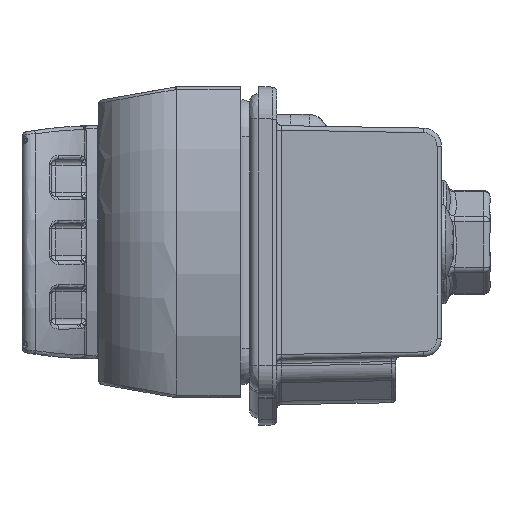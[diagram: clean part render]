
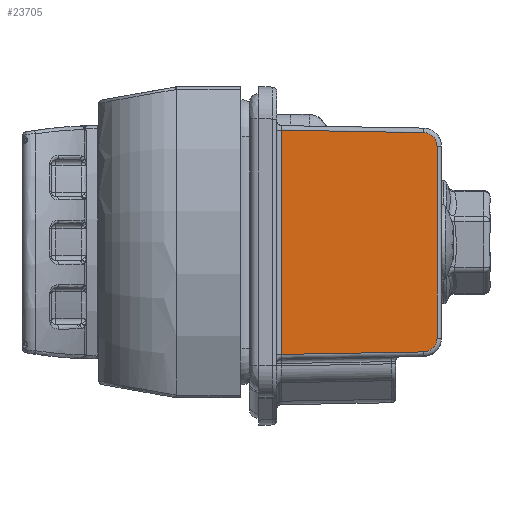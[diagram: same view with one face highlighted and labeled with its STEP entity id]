
A CAD part, left-side view. The second image highlights one B-rep face of the part: STEP entity #23705.
In plain terms, the highlighted face is planar.
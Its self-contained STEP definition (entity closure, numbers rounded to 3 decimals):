
#23705 = ADVANCED_FACE ( 'NONE', ( #43251 ), #68338, .T. ) ;
#30470 = EDGE_CURVE ( 'NONE', #32001, #32003, #37001, .T. ) ;
#30471 = EDGE_CURVE ( 'NONE', #32005, #32007, #36993, .T. ) ;
#30472 = EDGE_CURVE ( 'NONE', #32007, #31997, #89605, .T. ) ;
#30473 = EDGE_CURVE ( 'NONE', #31999, #32001, #36987, .T. ) ;
#30474 = EDGE_CURVE ( 'NONE', #31997, #31999, #37014, .T. ) ;
#30475 = EDGE_CURVE ( 'NONE', #32003, #32005, #89606, .T. ) ;
#31997 = VERTEX_POINT ( 'NONE', #57553 ) ;
#31999 = VERTEX_POINT ( 'NONE', #57554 ) ;
#32001 = VERTEX_POINT ( 'NONE', #57555 ) ;
#32003 = VERTEX_POINT ( 'NONE', #57556 ) ;
#32005 = VERTEX_POINT ( 'NONE', #57557 ) ;
#32007 = VERTEX_POINT ( 'NONE', #57558 ) ;
#33133 = ORIENTED_EDGE ( 'NONE', *, *, #30474, .T. ) ;
#33134 = ORIENTED_EDGE ( 'NONE', *, *, #30473, .T. ) ;
#33135 = ORIENTED_EDGE ( 'NONE', *, *, #30470, .T. ) ;
#33136 = ORIENTED_EDGE ( 'NONE', *, *, #30475, .T. ) ;
#33137 = ORIENTED_EDGE ( 'NONE', *, *, #30471, .T. ) ;
#33138 = ORIENTED_EDGE ( 'NONE', *, *, #30472, .T. ) ;
#33370 = EDGE_LOOP ( 'NONE', ( #33133, #33134, #33135, #33136, #33137, #33138 ) ) ;
#36987 = LINE ( 'NONE', #41699, #37012 ) ;
#36993 = LINE ( 'NONE', #41640, #37006 ) ;
#37001 = LINE ( 'NONE', #41667, #37004 ) ;
#37004 = VECTOR ( 'NONE', #41670, 1000. ) ;
#37006 = VECTOR ( 'NONE', #41678, 1000. ) ;
#37012 = VECTOR ( 'NONE', #41702, 1000. ) ;
#37014 = LINE ( 'NONE', #41707, #37016 ) ;
#37016 = VECTOR ( 'NONE', #41708, 1000. ) ;
#41640 = CARTESIAN_POINT ( 'NONE',  ( -27.194, 19.509, -15. ) ) ;
#41666 = CARTESIAN_POINT ( 'NONE',  ( -27.194, 19.509, -10.486 ) ) ;
#41667 = CARTESIAN_POINT ( 'NONE',  ( -27.22, 18.026, 11.985 ) ) ;
#41670 = DIRECTION ( 'NONE',  ( 0.017, 1., -0.017 ) ) ;
#41673 = CARTESIAN_POINT ( 'NONE',  ( -27.22, 18.035, 11.985 ) ) ;
#41678 = DIRECTION ( 'NONE',  ( 0., 0., -1. ) ) ;
#41684 = CARTESIAN_POINT ( 'NONE',  ( -27.194, 19.509, -11.352 ) ) ;
#41687 = CARTESIAN_POINT ( 'NONE',  ( -27.205, 18.901, -11.97 ) ) ;
#41690 = CARTESIAN_POINT ( 'NONE',  ( -27.22, 18.035, -11.985 ) ) ;
#41699 = CARTESIAN_POINT ( 'NONE',  ( -27.491, 2.491, -15. ) ) ;
#41702 = DIRECTION ( 'NONE',  ( 0., 0., 1. ) ) ;
#41707 = CARTESIAN_POINT ( 'NONE',  ( -27.5, 1.991, -12.265 ) ) ;
#41708 = DIRECTION ( 'NONE',  ( -0.017, -1., -0.017 ) ) ;
#41716 = CARTESIAN_POINT ( 'NONE',  ( -27.205, 18.901, 11.97 ) ) ;
#41719 = CARTESIAN_POINT ( 'NONE',  ( -27.194, 19.509, 11.352 ) ) ;
#41722 = CARTESIAN_POINT ( 'NONE',  ( -27.194, 19.509, 10.486 ) ) ;
#43251 = FACE_OUTER_BOUND ( 'NONE', #33370, .T. ) ;
#57553 = CARTESIAN_POINT ( 'NONE',  ( -27.22, 18.035, -11.985 ) ) ;
#57554 = CARTESIAN_POINT ( 'NONE',  ( -27.491, 2.491, -12.257 ) ) ;
#57555 = CARTESIAN_POINT ( 'NONE',  ( -27.491, 2.491, 12.257 ) ) ;
#57556 = CARTESIAN_POINT ( 'NONE',  ( -27.22, 18.035, 11.985 ) ) ;
#57557 = CARTESIAN_POINT ( 'NONE',  ( -27.194, 19.509, 10.486 ) ) ;
#57558 = CARTESIAN_POINT ( 'NONE',  ( -27.194, 19.509, -10.486 ) ) ;
#66380 = AXIS2_PLACEMENT_3D ( 'NONE', #68341, #68359, #68360 ) ;
#68338 = PLANE ( 'NONE',  #66380 ) ;
#68341 = CARTESIAN_POINT ( 'NONE',  ( -27.5, 2., -15. ) ) ;
#68359 = DIRECTION ( 'NONE',  ( -1., 0.017, 0. ) ) ;
#68360 = DIRECTION ( 'NONE',  ( -0.017, -1., 0. ) ) ;
#89605 =( BOUNDED_CURVE ( )  B_SPLINE_CURVE ( 3, ( #41666, #41684, #41687, #41690 ),
 .UNSPECIFIED., .F., .T. ) 
 B_SPLINE_CURVE_WITH_KNOTS ( ( 4, 4 ),
 ( 3.142, 4.695 ),
 .UNSPECIFIED. ) 
 CURVE ( )  GEOMETRIC_REPRESENTATION_ITEM ( )  RATIONAL_B_SPLINE_CURVE ( ( 1., 0.809, 0.809, 1. ) ) 
 REPRESENTATION_ITEM ( '' )  );
#89606 =( BOUNDED_CURVE ( )  B_SPLINE_CURVE ( 3, ( #41673, #41716, #41719, #41722 ),
 .UNSPECIFIED., .F., .T. ) 
 B_SPLINE_CURVE_WITH_KNOTS ( ( 4, 4 ),
 ( 1.588, 3.142 ),
 .UNSPECIFIED. ) 
 CURVE ( )  GEOMETRIC_REPRESENTATION_ITEM ( )  RATIONAL_B_SPLINE_CURVE ( ( 1., 0.809, 0.809, 1. ) ) 
 REPRESENTATION_ITEM ( '' )  );
